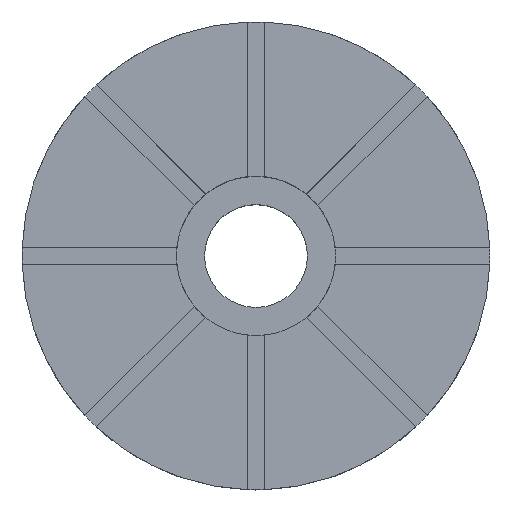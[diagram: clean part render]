
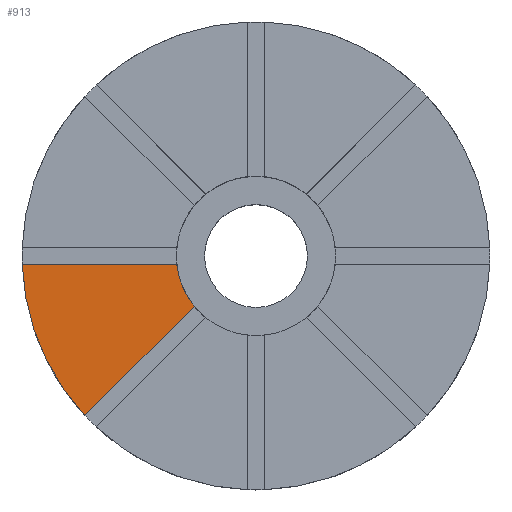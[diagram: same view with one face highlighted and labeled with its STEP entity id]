
A CAD part, top view. The second image highlights one B-rep face of the part: STEP entity #913.
In plain terms, the highlighted planar face has unit normal (0, 0, 1).
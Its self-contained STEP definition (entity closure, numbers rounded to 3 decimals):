
#21=PLANE('',#998);
#58=FACE_OUTER_BOUND('',#108,.T.);
#108=EDGE_LOOP('',(#663,#664,#665,#666));
#159=LINE('',#1403,#238);
#180=LINE('',#1483,#259);
#238=VECTOR('',#1097,10.);
#259=VECTOR('',#1166,10.);
#318=CIRCLE('',#981,45.5);
#335=CIRCLE('',#999,15.5);
#380=VERTEX_POINT('',#1400);
#381=VERTEX_POINT('',#1402);
#386=VERTEX_POINT('',#1418);
#416=VERTEX_POINT('',#1481);
#475=EDGE_CURVE('',#381,#380,#159,.T.);
#483=EDGE_CURVE('',#386,#381,#318,.T.);
#515=EDGE_CURVE('',#380,#416,#335,.T.);
#516=EDGE_CURVE('',#416,#386,#180,.T.);
#663=ORIENTED_EDGE('',*,*,#475,.T.);
#664=ORIENTED_EDGE('',*,*,#515,.T.);
#665=ORIENTED_EDGE('',*,*,#516,.T.);
#666=ORIENTED_EDGE('',*,*,#483,.T.);
#913=ADVANCED_FACE('',(#58),#21,.T.);
#981=AXIS2_PLACEMENT_3D('',#1419,#1113,#1114);
#998=AXIS2_PLACEMENT_3D('',#1480,#1162,#1163);
#999=AXIS2_PLACEMENT_3D('',#1482,#1164,#1165);
#1097=DIRECTION('',(0.707,0.707,0.));
#1113=DIRECTION('center_axis',(0.,0.,1.));
#1114=DIRECTION('ref_axis',(-1.,0.,0.));
#1162=DIRECTION('center_axis',(0.,0.,1.));
#1163=DIRECTION('ref_axis',(-1.,0.,0.));
#1164=DIRECTION('center_axis',(0.,0.,-1.));
#1165=DIRECTION('ref_axis',(-1.,0.,0.));
#1166=DIRECTION('',(-1.,0.,0.));
#1400=CARTESIAN_POINT('',(-12.033,-9.77,43.));
#1402=CARTESIAN_POINT('',(-33.285,-31.022,43.));
#1403=CARTESIAN_POINT('',(-17.208,-14.945,43.));
#1418=CARTESIAN_POINT('',(-45.472,-1.6,43.));
#1419=CARTESIAN_POINT('Origin',(0.,0.,43.));
#1480=CARTESIAN_POINT('Origin',(0.,0.,43.));
#1481=CARTESIAN_POINT('',(-15.417,-1.6,43.));
#1482=CARTESIAN_POINT('Origin',(0.,0.,43.));
#1483=CARTESIAN_POINT('',(-7.709,-1.6,43.));
